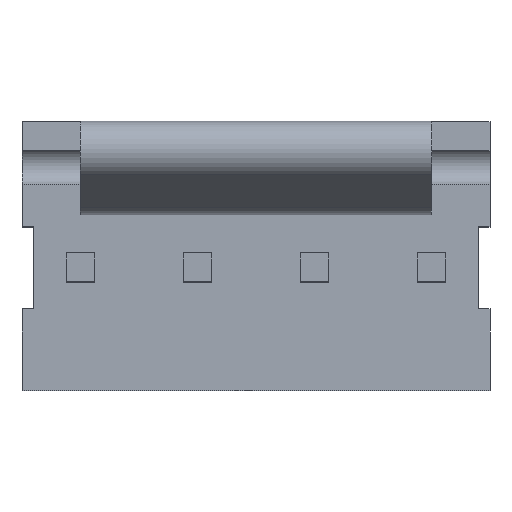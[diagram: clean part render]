
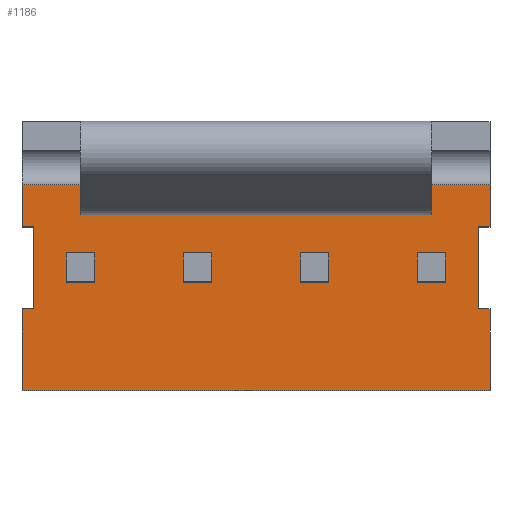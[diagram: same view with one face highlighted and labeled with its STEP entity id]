
A CAD part, top view. The second image highlights one B-rep face of the part: STEP entity #1186.
In plain terms, the highlighted planar face has unit normal (0, 0, 1).
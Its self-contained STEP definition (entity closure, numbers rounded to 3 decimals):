
#6=DIRECTION('',(0.,-1.,0.));
#7=VECTOR('',#6,1.778);
#8=CARTESIAN_POINT('',(-5.08,-0.889,0.));
#9=LINE('',#8,#7);
#65=DIRECTION('',(0.,-1.,0.));
#66=VECTOR('',#65,0.914);
#67=CARTESIAN_POINT('',(-5.08,1.803,0.));
#68=LINE('',#67,#66);
#185=DIRECTION('',(0.,1.,0.));
#186=VECTOR('',#185,0.622);
#187=CARTESIAN_POINT('',(-4.121,-0.311,0.));
#188=LINE('',#187,#186);
#189=DIRECTION('',(1.,0.,0.));
#190=VECTOR('',#189,0.622);
#191=CARTESIAN_POINT('',(-4.121,-0.311,0.));
#192=LINE('',#191,#190);
#193=DIRECTION('',(0.,1.,0.));
#194=VECTOR('',#193,0.622);
#195=CARTESIAN_POINT('',(-3.499,-0.311,0.));
#196=LINE('',#195,#194);
#197=DIRECTION('',(1.,0.,0.));
#198=VECTOR('',#197,0.622);
#199=CARTESIAN_POINT('',(-4.121,0.311,0.));
#200=LINE('',#199,#198);
#201=DIRECTION('',(0.,1.,0.));
#202=VECTOR('',#201,0.622);
#203=CARTESIAN_POINT('',(-1.581,-0.311,0.));
#204=LINE('',#203,#202);
#205=DIRECTION('',(1.,0.,0.));
#206=VECTOR('',#205,0.622);
#207=CARTESIAN_POINT('',(-1.581,-0.311,0.));
#208=LINE('',#207,#206);
#209=DIRECTION('',(0.,1.,0.));
#210=VECTOR('',#209,0.622);
#211=CARTESIAN_POINT('',(-0.959,-0.311,0.));
#212=LINE('',#211,#210);
#213=DIRECTION('',(1.,0.,0.));
#214=VECTOR('',#213,0.622);
#215=CARTESIAN_POINT('',(-1.581,0.311,0.));
#216=LINE('',#215,#214);
#217=DIRECTION('',(0.,1.,0.));
#218=VECTOR('',#217,0.622);
#219=CARTESIAN_POINT('',(0.959,-0.311,0.));
#220=LINE('',#219,#218);
#221=DIRECTION('',(1.,0.,0.));
#222=VECTOR('',#221,0.622);
#223=CARTESIAN_POINT('',(0.959,-0.311,0.));
#224=LINE('',#223,#222);
#225=DIRECTION('',(0.,1.,0.));
#226=VECTOR('',#225,0.622);
#227=CARTESIAN_POINT('',(1.581,-0.311,0.));
#228=LINE('',#227,#226);
#229=DIRECTION('',(1.,0.,0.));
#230=VECTOR('',#229,0.622);
#231=CARTESIAN_POINT('',(0.959,0.311,0.));
#232=LINE('',#231,#230);
#233=DIRECTION('',(-1.,0.,0.));
#234=VECTOR('',#233,0.254);
#235=CARTESIAN_POINT('',(5.08,0.889,0.));
#236=LINE('',#235,#234);
#237=DIRECTION('',(0.,-1.,0.));
#238=VECTOR('',#237,1.778);
#239=CARTESIAN_POINT('',(4.826,0.889,0.));
#240=LINE('',#239,#238);
#241=DIRECTION('',(-1.,0.,0.));
#242=VECTOR('',#241,0.254);
#243=CARTESIAN_POINT('',(5.08,-0.889,0.));
#244=LINE('',#243,#242);
#245=DIRECTION('',(1.,0.,0.));
#246=VECTOR('',#245,0.254);
#247=CARTESIAN_POINT('',(-5.08,-0.889,0.));
#248=LINE('',#247,#246);
#249=DIRECTION('',(0.,1.,0.));
#250=VECTOR('',#249,1.778);
#251=CARTESIAN_POINT('',(-4.826,-0.889,0.));
#252=LINE('',#251,#250);
#253=DIRECTION('',(1.,0.,0.));
#254=VECTOR('',#253,0.254);
#255=CARTESIAN_POINT('',(-5.08,0.889,0.));
#256=LINE('',#255,#254);
#257=DIRECTION('',(1.,0.,0.));
#258=VECTOR('',#257,10.16);
#259=CARTESIAN_POINT('',(-5.08,1.803,0.));
#260=LINE('',#259,#258);
#261=DIRECTION('',(0.,1.,0.));
#262=VECTOR('',#261,0.622);
#263=CARTESIAN_POINT('',(3.499,-0.311,0.));
#264=LINE('',#263,#262);
#265=DIRECTION('',(1.,0.,0.));
#266=VECTOR('',#265,0.622);
#267=CARTESIAN_POINT('',(3.499,-0.311,0.));
#268=LINE('',#267,#266);
#269=DIRECTION('',(0.,1.,0.));
#270=VECTOR('',#269,0.622);
#271=CARTESIAN_POINT('',(4.121,-0.311,0.));
#272=LINE('',#271,#270);
#273=DIRECTION('',(1.,0.,0.));
#274=VECTOR('',#273,0.622);
#275=CARTESIAN_POINT('',(3.499,0.311,0.));
#276=LINE('',#275,#274);
#449=DIRECTION('',(0.,-1.,0.));
#450=VECTOR('',#449,0.914);
#451=CARTESIAN_POINT('',(5.08,1.803,0.));
#452=LINE('',#451,#450);
#508=DIRECTION('',(0.,-1.,0.));
#509=VECTOR('',#508,1.778);
#510=CARTESIAN_POINT('',(5.08,-0.889,0.));
#511=LINE('',#510,#509);
#644=DIRECTION('',(1.,0.,0.));
#645=VECTOR('',#644,10.16);
#646=CARTESIAN_POINT('',(-5.08,-2.667,0.));
#647=LINE('',#646,#645);
#724=CARTESIAN_POINT('',(-5.08,1.803,0.));
#725=VERTEX_POINT('',#724);
#726=CARTESIAN_POINT('',(-5.08,-2.667,0.));
#728=VERTEX_POINT('',#726);
#744=CARTESIAN_POINT('',(5.08,1.803,0.));
#745=VERTEX_POINT('',#744);
#746=CARTESIAN_POINT('',(5.08,-2.667,0.));
#748=VERTEX_POINT('',#746);
#796=CARTESIAN_POINT('',(-5.08,-0.889,0.));
#798=VERTEX_POINT('',#796);
#800=CARTESIAN_POINT('',(-5.08,0.889,0.));
#802=VERTEX_POINT('',#800);
#804=CARTESIAN_POINT('',(5.08,0.889,0.));
#806=VERTEX_POINT('',#804);
#808=CARTESIAN_POINT('',(5.08,-0.889,0.));
#810=VERTEX_POINT('',#808);
#812=CARTESIAN_POINT('',(4.826,0.889,0.));
#813=VERTEX_POINT('',#812);
#814=CARTESIAN_POINT('',(4.826,-0.889,0.));
#815=VERTEX_POINT('',#814);
#816=CARTESIAN_POINT('',(-4.826,-0.889,0.));
#817=VERTEX_POINT('',#816);
#818=CARTESIAN_POINT('',(-4.826,0.889,0.));
#819=VERTEX_POINT('',#818);
#836=CARTESIAN_POINT('',(3.499,-0.311,0.));
#837=CARTESIAN_POINT('',(3.499,0.311,0.));
#838=VERTEX_POINT('',#836);
#839=VERTEX_POINT('',#837);
#840=CARTESIAN_POINT('',(4.121,-0.311,0.));
#841=CARTESIAN_POINT('',(4.121,0.311,0.));
#842=VERTEX_POINT('',#840);
#843=VERTEX_POINT('',#841);
#868=CARTESIAN_POINT('',(0.959,-0.311,0.));
#869=CARTESIAN_POINT('',(0.959,0.311,0.));
#870=VERTEX_POINT('',#868);
#871=VERTEX_POINT('',#869);
#872=CARTESIAN_POINT('',(1.581,-0.311,0.));
#873=CARTESIAN_POINT('',(1.581,0.311,0.));
#874=VERTEX_POINT('',#872);
#875=VERTEX_POINT('',#873);
#900=CARTESIAN_POINT('',(-1.581,-0.311,0.));
#901=CARTESIAN_POINT('',(-1.581,0.311,0.));
#902=VERTEX_POINT('',#900);
#903=VERTEX_POINT('',#901);
#904=CARTESIAN_POINT('',(-0.959,-0.311,0.));
#905=CARTESIAN_POINT('',(-0.959,0.311,0.));
#906=VERTEX_POINT('',#904);
#907=VERTEX_POINT('',#905);
#932=CARTESIAN_POINT('',(-4.121,-0.311,0.));
#933=CARTESIAN_POINT('',(-4.121,0.311,0.));
#934=VERTEX_POINT('',#932);
#935=VERTEX_POINT('',#933);
#936=CARTESIAN_POINT('',(-3.499,-0.311,0.));
#937=CARTESIAN_POINT('',(-3.499,0.311,0.));
#938=VERTEX_POINT('',#936);
#939=VERTEX_POINT('',#937);
#1119=CARTESIAN_POINT('',(-5.08,1.803,0.));
#1120=DIRECTION('',(0.,0.,1.));
#1121=DIRECTION('',(0.,-1.,0.));
#1122=AXIS2_PLACEMENT_3D('',#1119,#1120,#1121);
#1123=PLANE('',#1122);
#1125=ORIENTED_EDGE('',*,*,#1124,.T.);
#1127=ORIENTED_EDGE('',*,*,#1126,.T.);
#1129=ORIENTED_EDGE('',*,*,#1128,.F.);
#1131=ORIENTED_EDGE('',*,*,#1130,.T.);
#1133=ORIENTED_EDGE('',*,*,#1132,.F.);
#1134=ORIENTED_EDGE('',*,*,#963,.F.);
#1135=ORIENTED_EDGE('',*,*,#1014,.T.);
#1137=ORIENTED_EDGE('',*,*,#1136,.T.);
#1139=ORIENTED_EDGE('',*,*,#1138,.F.);
#1140=ORIENTED_EDGE('',*,*,#999,.F.);
#1142=ORIENTED_EDGE('',*,*,#1141,.T.);
#1144=ORIENTED_EDGE('',*,*,#1143,.T.);
#1145=EDGE_LOOP('',(#1125,#1127,#1129,#1131,#1133,#1134,#1135,#1137,#1139,#1140,
#1142,#1144));
#1146=FACE_OUTER_BOUND('',#1145,.F.);
#1148=ORIENTED_EDGE('',*,*,#1147,.F.);
#1150=ORIENTED_EDGE('',*,*,#1149,.T.);
#1152=ORIENTED_EDGE('',*,*,#1151,.T.);
#1154=ORIENTED_EDGE('',*,*,#1153,.F.);
#1155=EDGE_LOOP('',(#1148,#1150,#1152,#1154));
#1156=FACE_BOUND('',#1155,.F.);
#1158=ORIENTED_EDGE('',*,*,#1157,.F.);
#1160=ORIENTED_EDGE('',*,*,#1159,.T.);
#1162=ORIENTED_EDGE('',*,*,#1161,.T.);
#1164=ORIENTED_EDGE('',*,*,#1163,.F.);
#1165=EDGE_LOOP('',(#1158,#1160,#1162,#1164));
#1166=FACE_BOUND('',#1165,.F.);
#1167=ORIENTED_EDGE('',*,*,#1093,.F.);
#1169=ORIENTED_EDGE('',*,*,#1168,.T.);
#1171=ORIENTED_EDGE('',*,*,#1170,.T.);
#1173=ORIENTED_EDGE('',*,*,#1172,.F.);
#1174=EDGE_LOOP('',(#1167,#1169,#1171,#1173));
#1175=FACE_BOUND('',#1174,.F.);
#1177=ORIENTED_EDGE('',*,*,#1176,.F.);
#1179=ORIENTED_EDGE('',*,*,#1178,.T.);
#1181=ORIENTED_EDGE('',*,*,#1180,.T.);
#1183=ORIENTED_EDGE('',*,*,#1182,.F.);
#1184=EDGE_LOOP('',(#1177,#1179,#1181,#1183));
#1185=FACE_BOUND('',#1184,.F.);
#963=EDGE_CURVE('',#798,#728,#9,.T.);
#999=EDGE_CURVE('',#725,#802,#68,.T.);
#1014=EDGE_CURVE('',#798,#817,#248,.T.);
#1093=EDGE_CURVE('',#934,#935,#188,.T.);
#1124=EDGE_CURVE('',#806,#813,#236,.T.);
#1126=EDGE_CURVE('',#813,#815,#240,.T.);
#1128=EDGE_CURVE('',#810,#815,#244,.T.);
#1130=EDGE_CURVE('',#810,#748,#511,.T.);
#1132=EDGE_CURVE('',#728,#748,#647,.T.);
#1136=EDGE_CURVE('',#817,#819,#252,.T.);
#1138=EDGE_CURVE('',#802,#819,#256,.T.);
#1141=EDGE_CURVE('',#725,#745,#260,.T.);
#1143=EDGE_CURVE('',#745,#806,#452,.T.);
#1147=EDGE_CURVE('',#902,#903,#204,.T.);
#1149=EDGE_CURVE('',#902,#906,#208,.T.);
#1151=EDGE_CURVE('',#906,#907,#212,.T.);
#1153=EDGE_CURVE('',#903,#907,#216,.T.);
#1157=EDGE_CURVE('',#870,#871,#220,.T.);
#1159=EDGE_CURVE('',#870,#874,#224,.T.);
#1161=EDGE_CURVE('',#874,#875,#228,.T.);
#1163=EDGE_CURVE('',#871,#875,#232,.T.);
#1168=EDGE_CURVE('',#934,#938,#192,.T.);
#1170=EDGE_CURVE('',#938,#939,#196,.T.);
#1172=EDGE_CURVE('',#935,#939,#200,.T.);
#1176=EDGE_CURVE('',#838,#839,#264,.T.);
#1178=EDGE_CURVE('',#838,#842,#268,.T.);
#1180=EDGE_CURVE('',#842,#843,#272,.T.);
#1182=EDGE_CURVE('',#839,#843,#276,.T.);
#1186=ADVANCED_FACE('',(#1146,#1156,#1166,#1175,#1185),#1123,.T.);
